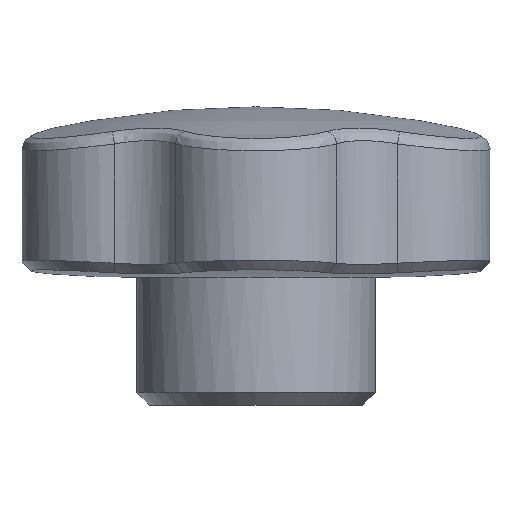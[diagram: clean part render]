
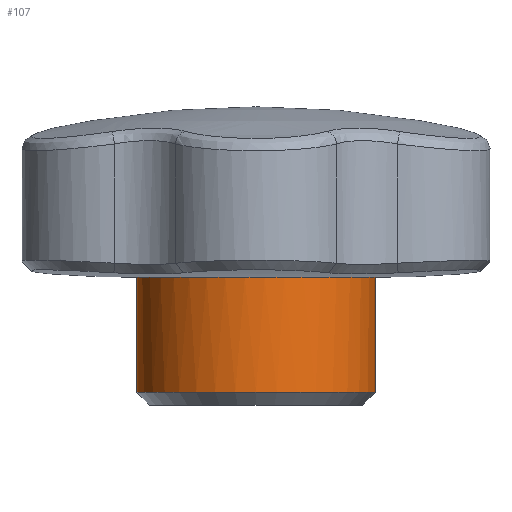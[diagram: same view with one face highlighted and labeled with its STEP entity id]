
A CAD part, front view. The second image highlights one B-rep face of the part: STEP entity #107.
In plain terms, the highlighted cylindrical face has radius 14 mm (diameter 28 mm), a full revolution.
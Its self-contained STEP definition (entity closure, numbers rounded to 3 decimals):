
#107 = ADVANCED_FACE( '', ( #233, #234 ), #235, .T. );
#233 = FACE_OUTER_BOUND( '', #1332, .T. );
#234 = FACE_OUTER_BOUND( '', #1333, .T. );
#235 = CYLINDRICAL_SURFACE( '', #1334, 14. );
#1332 = EDGE_LOOP( '', ( #3379 ) );
#1333 = EDGE_LOOP( '', ( #3380 ) );
#1334 = AXIS2_PLACEMENT_3D( '', #3381, #3382, #3383 );
#3379 = ORIENTED_EDGE( '', *, *, #3622, .T. );
#3380 = ORIENTED_EDGE( '', *, *, #3623, .F. );
#3381 = CARTESIAN_POINT( '', ( 0., 0., 32.521 ) );
#3382 = DIRECTION( '', ( 0., 0., -1. ) );
#3383 = DIRECTION( '', ( 1., 0., 0. ) );
#3622 = EDGE_CURVE( '', #3802, #3802, #3803, .T. );
#3623 = EDGE_CURVE( '', #3804, #3804, #3805, .T. );
#3802 = VERTEX_POINT( '', #5599 );
#3803 = CIRCLE( '', #5600, 14. );
#3804 = VERTEX_POINT( '', #5601 );
#3805 = CIRCLE( '', #5602, 14. );
#5599 = CARTESIAN_POINT( '', ( 14., 0., 1.5 ) );
#5600 = AXIS2_PLACEMENT_3D( '', #6198, #6199, #6200 );
#5601 = CARTESIAN_POINT( '', ( 14., 0., 15. ) );
#5602 = AXIS2_PLACEMENT_3D( '', #6201, #6202, #6203 );
#6198 = CARTESIAN_POINT( '', ( 0., 0., 1.5 ) );
#6199 = DIRECTION( '', ( 0., 0., 1. ) );
#6200 = DIRECTION( '', ( 1., 0., 0. ) );
#6201 = CARTESIAN_POINT( '', ( 0., 0., 15. ) );
#6202 = DIRECTION( '', ( 0., 0., 1. ) );
#6203 = DIRECTION( '', ( 1., 0., 0. ) );
